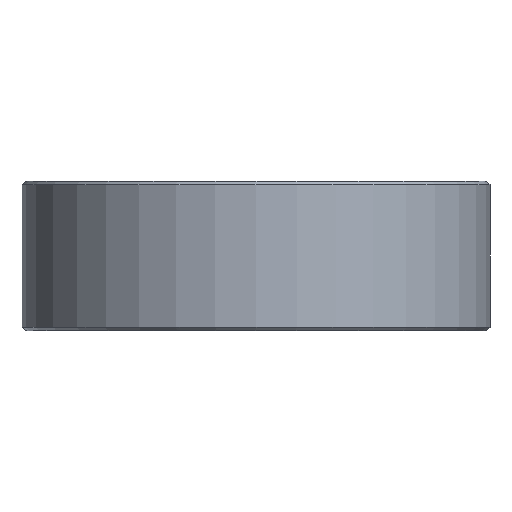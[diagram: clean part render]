
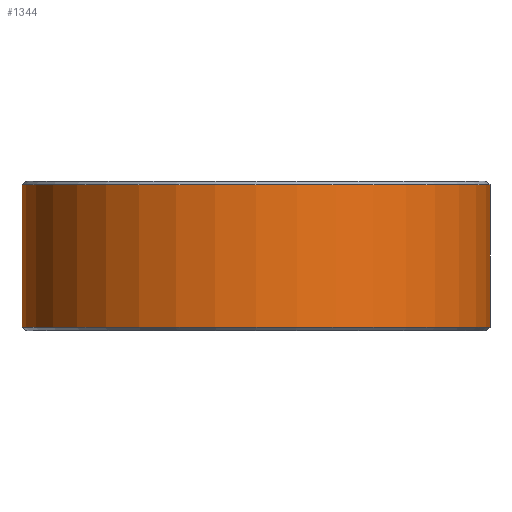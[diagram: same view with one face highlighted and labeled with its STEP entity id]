
A CAD part, front view. The second image highlights one B-rep face of the part: STEP entity #1344.
In plain terms, the highlighted cylindrical face has radius 12.5 mm (diameter 25 mm), a partial arc.
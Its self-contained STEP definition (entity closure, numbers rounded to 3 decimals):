
#529 = CARTESIAN_POINT ( 'NONE',  ( 0., 0., 0.2 ) ) ;
#1054 = VERTEX_POINT ( 'NONE', #9767 ) ;
#1230 = ORIENTED_EDGE ( 'NONE', *, *, #7895, .F. ) ;
#1273 = DIRECTION ( 'NONE',  ( 1., 0., 0. ) ) ;
#1344 = ADVANCED_FACE ( 'NONE', ( #9147 ), #11334, .T. ) ;
#1768 = CARTESIAN_POINT ( 'NONE',  ( -12.5, 0., 0.2 ) ) ;
#1791 = CARTESIAN_POINT ( 'NONE',  ( 12.5, 0., 7.8 ) ) ;
#2451 = CARTESIAN_POINT ( 'NONE',  ( -12.5, 0., 8. ) ) ;
#3572 = VERTEX_POINT ( 'NONE', #12831 ) ;
#3715 = DIRECTION ( 'NONE',  ( 0., 0., 1. ) ) ;
#3741 = DIRECTION ( 'NONE',  ( 0., 0., -1. ) ) ;
#4232 = ORIENTED_EDGE ( 'NONE', *, *, #10838, .T. ) ;
#4379 = EDGE_LOOP ( 'NONE', ( #1230, #13390, #4232, #5657 ) ) ;
#4489 = VECTOR ( 'NONE', #8622, 1000. ) ;
#4552 = AXIS2_PLACEMENT_3D ( 'NONE', #12392, #3741, #13536 ) ;
#4905 = EDGE_CURVE ( 'NONE', #8087, #3572, #6136, .T. ) ;
#4985 = DIRECTION ( 'NONE',  ( 1., 0., 0. ) ) ;
#5657 = ORIENTED_EDGE ( 'NONE', *, *, #8077, .T. ) ;
#6136 = CIRCLE ( 'NONE', #11814, 12.5 ) ;
#7895 = EDGE_CURVE ( 'NONE', #8087, #1054, #11675, .T. ) ;
#8077 = EDGE_CURVE ( 'NONE', #9580, #1054, #13486, .T. ) ;
#8087 = VERTEX_POINT ( 'NONE', #1791 ) ;
#8622 = DIRECTION ( 'NONE',  ( 0., 0., -1. ) ) ;
#8764 = DIRECTION ( 'NONE',  ( 0., 0., -1. ) ) ;
#8798 = DIRECTION ( 'NONE',  ( 0., 0., -1. ) ) ;
#8982 = LINE ( 'NONE', #2451, #10296 ) ;
#9147 = FACE_OUTER_BOUND ( 'NONE', #4379, .T. ) ;
#9580 = VERTEX_POINT ( 'NONE', #1768 ) ;
#9767 = CARTESIAN_POINT ( 'NONE',  ( 12.5, 0., 0.2 ) ) ;
#10296 = VECTOR ( 'NONE', #8764, 1000. ) ;
#10838 = EDGE_CURVE ( 'NONE', #3572, #9580, #8982, .T. ) ;
#10994 = AXIS2_PLACEMENT_3D ( 'NONE', #529, #3715, #4985 ) ;
#11005 = CARTESIAN_POINT ( 'NONE',  ( 0., 0., 7.8 ) ) ;
#11334 = CYLINDRICAL_SURFACE ( 'NONE', #4552, 12.5 ) ;
#11675 = LINE ( 'NONE', #12941, #4489 ) ;
#11814 = AXIS2_PLACEMENT_3D ( 'NONE', #11005, #8798, #1273 ) ;
#12392 = CARTESIAN_POINT ( 'NONE',  ( 0., 0., 8. ) ) ;
#12831 = CARTESIAN_POINT ( 'NONE',  ( -12.5, 0., 7.8 ) ) ;
#12941 = CARTESIAN_POINT ( 'NONE',  ( 12.5, 0., 8. ) ) ;
#13390 = ORIENTED_EDGE ( 'NONE', *, *, #4905, .T. ) ;
#13486 = CIRCLE ( 'NONE', #10994, 12.5 ) ;
#13536 = DIRECTION ( 'NONE',  ( -1., 0., 0. ) ) ;
